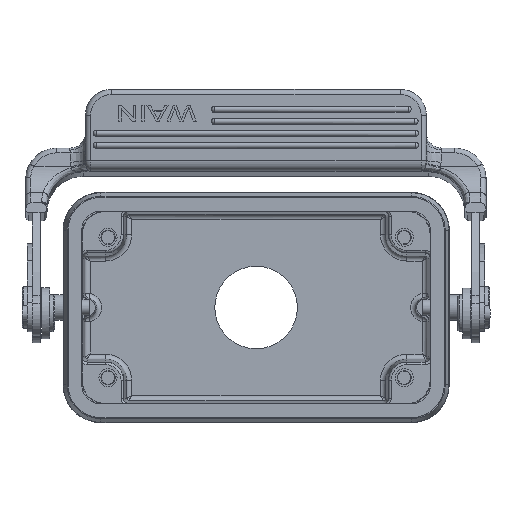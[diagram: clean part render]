
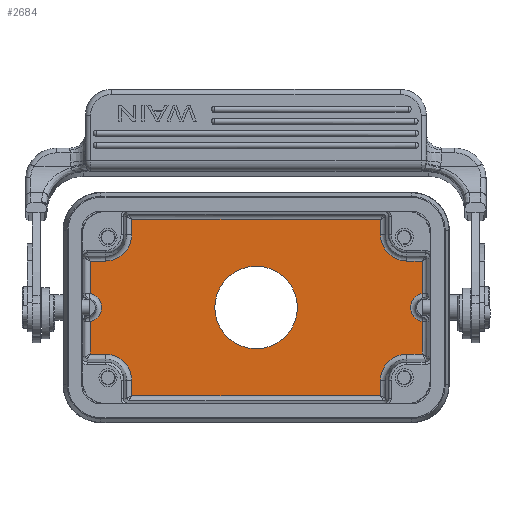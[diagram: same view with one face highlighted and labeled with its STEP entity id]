
A CAD part, front view. The second image highlights one B-rep face of the part: STEP entity #2684.
In plain terms, the highlighted planar face has unit normal (0, -1, 0).
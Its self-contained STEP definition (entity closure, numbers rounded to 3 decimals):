
#906=FACE_BOUND('',#5700,.T.);
#907=FACE_BOUND('',#5701,.T.);
#1813=PLANE('',#23995);
#2684=ADVANCED_FACE('',(#906,#907),#1813,.T.);
#5700=EDGE_LOOP('',(#10203));
#5701=EDGE_LOOP('',(#10204,#10205,#10206,#10207,#10208,#10209,#10210,#10211,
#10212,#10213,#10214,#10215,#10216,#10217,#10218,#10219,#10220,#10221,#10222,
#10223));
#6809=CIRCLE('',#23784,7.95);
#6829=CIRCLE('',#23824,5.053);
#6834=CIRCLE('',#23833,5.053);
#6873=CIRCLE('',#23918,2.772);
#6877=CIRCLE('',#23925,5.053);
#6885=CIRCLE('',#23942,5.053);
#6901=CIRCLE('',#23994,2.772);
#10203=ORIENTED_EDGE('',*,*,#17522,.F.);
#10204=ORIENTED_EDGE('',*,*,#17569,.T.);
#10205=ORIENTED_EDGE('',*,*,#17573,.F.);
#10206=ORIENTED_EDGE('',*,*,#17576,.T.);
#10207=ORIENTED_EDGE('',*,*,#17581,.T.);
#10208=ORIENTED_EDGE('',*,*,#17585,.T.);
#10209=ORIENTED_EDGE('',*,*,#17589,.F.);
#10210=ORIENTED_EDGE('',*,*,#17592,.T.);
#10211=ORIENTED_EDGE('',*,*,#17564,.T.);
#10212=ORIENTED_EDGE('',*,*,#17783,.F.);
#10213=ORIENTED_EDGE('',*,*,#17784,.T.);
#10214=ORIENTED_EDGE('',*,*,#17708,.T.);
#10215=ORIENTED_EDGE('',*,*,#17712,.F.);
#10216=ORIENTED_EDGE('',*,*,#17715,.T.);
#10217=ORIENTED_EDGE('',*,*,#17703,.T.);
#10218=ORIENTED_EDGE('',*,*,#17698,.T.);
#10219=ORIENTED_EDGE('',*,*,#17683,.F.);
#10220=ORIENTED_EDGE('',*,*,#17687,.T.);
#10221=ORIENTED_EDGE('',*,*,#17680,.T.);
#10222=ORIENTED_EDGE('',*,*,#17675,.F.);
#10223=ORIENTED_EDGE('',*,*,#17782,.T.);
#14968=VERTEX_POINT('',#35656);
#14999=VERTEX_POINT('',#35792);
#15002=VERTEX_POINT('',#35797);
#15005=VERTEX_POINT('',#35807);
#15007=VERTEX_POINT('',#35866);
#15009=VERTEX_POINT('',#35888);
#15011=VERTEX_POINT('',#35897);
#15014=VERTEX_POINT('',#35964);
#15017=VERTEX_POINT('',#36027);
#15019=VERTEX_POINT('',#36049);
#15075=VERTEX_POINT('',#36395);
#15076=VERTEX_POINT('',#36399);
#15077=VERTEX_POINT('',#36408);
#15081=VERTEX_POINT('',#36432);
#15082=VERTEX_POINT('',#36434);
#15088=VERTEX_POINT('',#36516);
#15089=VERTEX_POINT('',#36582);
#15093=VERTEX_POINT('',#36594);
#15095=VERTEX_POINT('',#36653);
#15097=VERTEX_POINT('',#36675);
#15140=VERTEX_POINT('',#36990);
#17522=EDGE_CURVE('',#14968,#14968,#6809,.T.);
#17564=EDGE_CURVE('',#14999,#15002,#20339,.T.);
#17569=EDGE_CURVE('',#15005,#15007,#20340,.T.);
#17573=EDGE_CURVE('',#15009,#15007,#6829,.T.);
#17576=EDGE_CURVE('',#15009,#15011,#20343,.T.);
#17581=EDGE_CURVE('',#15011,#15014,#20345,.T.);
#17585=EDGE_CURVE('',#15014,#15017,#20346,.T.);
#17589=EDGE_CURVE('',#15019,#15017,#6834,.T.);
#17592=EDGE_CURVE('',#15019,#14999,#20349,.T.);
#17675=EDGE_CURVE('',#15075,#15076,#6873,.T.);
#17680=EDGE_CURVE('',#15077,#15076,#20380,.T.);
#17683=EDGE_CURVE('',#15081,#15082,#6877,.T.);
#17687=EDGE_CURVE('',#15081,#15077,#20382,.T.);
#17698=EDGE_CURVE('',#15088,#15082,#20390,.T.);
#17703=EDGE_CURVE('',#15089,#15088,#20392,.T.);
#17708=EDGE_CURVE('',#15093,#15095,#20393,.T.);
#17712=EDGE_CURVE('',#15097,#15095,#6885,.T.);
#17715=EDGE_CURVE('',#15097,#15089,#20396,.T.);
#17782=EDGE_CURVE('',#15075,#15005,#20423,.T.);
#17783=EDGE_CURVE('',#15140,#15002,#6901,.T.);
#17784=EDGE_CURVE('',#15140,#15093,#20424,.T.);
#20339=LINE('',#35798,#22080);
#20340=LINE('',#35867,#22081);
#20343=LINE('',#35898,#22084);
#20345=LINE('',#35965,#22086);
#20346=LINE('',#36028,#22087);
#20349=LINE('',#36058,#22090);
#20380=LINE('',#36411,#22121);
#20382=LINE('',#36443,#22123);
#20390=LINE('',#36515,#22131);
#20392=LINE('',#36585,#22133);
#20393=LINE('',#36654,#22134);
#20396=LINE('',#36684,#22137);
#20423=LINE('',#36987,#22164);
#20424=LINE('',#36991,#22165);
#22080=VECTOR('',#27840,1.);
#22081=VECTOR('',#27847,1.);
#22084=VECTOR('',#27858,1.);
#22086=VECTOR('',#27864,1.);
#22087=VECTOR('',#27871,1.);
#22090=VECTOR('',#27882,1.);
#22121=VECTOR('',#28089,1.);
#22123=VECTOR('',#28101,1.);
#22131=VECTOR('',#28125,1.);
#22133=VECTOR('',#28129,1.);
#22134=VECTOR('',#28136,1.);
#22137=VECTOR('',#28147,1.);
#22164=VECTOR('',#28272,1.);
#22165=VECTOR('',#28277,1.);
#23784=AXIS2_PLACEMENT_3D('',#35655,#27757,#27758);
#23824=AXIS2_PLACEMENT_3D('',#35889,#27853,#27854);
#23833=AXIS2_PLACEMENT_3D('',#36050,#27877,#27878);
#23918=AXIS2_PLACEMENT_3D('',#36398,#28078,#28079);
#23925=AXIS2_PLACEMENT_3D('',#36433,#28094,#28095);
#23942=AXIS2_PLACEMENT_3D('',#36676,#28142,#28143);
#23994=AXIS2_PLACEMENT_3D('',#36989,#28275,#28276);
#23995=AXIS2_PLACEMENT_3D('',#36992,#28278,#28279);
#27757=DIRECTION('',(0.,-1.,0.));
#27758=DIRECTION('',(1.,0.,0.));
#27840=DIRECTION('',(0.,0.,-1.));
#27847=DIRECTION('',(-1.,0.,0.));
#27853=DIRECTION('',(0.,-1.,0.));
#27854=DIRECTION('',(0.,0.,-1.));
#27858=DIRECTION('',(0.,0.,1.));
#27864=DIRECTION('',(-1.,0.,0.));
#27871=DIRECTION('',(0.,0.,-1.));
#27877=DIRECTION('',(0.,-1.,0.));
#27878=DIRECTION('',(0.,0.,-1.));
#27882=DIRECTION('',(-1.,0.,0.));
#28078=DIRECTION('',(0.,-1.,0.));
#28079=DIRECTION('',(0.,0.,-1.));
#28089=DIRECTION('',(0.,0.,1.));
#28094=DIRECTION('',(0.,-1.,0.));
#28095=DIRECTION('',(0.,0.,-1.));
#28101=DIRECTION('',(1.,0.,0.));
#28125=DIRECTION('',(0.,0.,1.));
#28129=DIRECTION('',(1.,0.,0.));
#28136=DIRECTION('',(1.,0.,0.));
#28142=DIRECTION('',(0.,-1.,0.));
#28143=DIRECTION('',(0.,0.,-1.));
#28147=DIRECTION('',(0.,0.,-1.));
#28272=DIRECTION('',(0.,0.,1.));
#28275=DIRECTION('',(0.,-1.,0.));
#28276=DIRECTION('',(0.,0.,-1.));
#28277=DIRECTION('',(0.,0.,-1.));
#28278=DIRECTION('',(0.,-1.,0.));
#28279=DIRECTION('',(0.,0.,-1.));
#35655=CARTESIAN_POINT('',(0.,19.35,0.));
#35656=CARTESIAN_POINT('',(7.95,19.35,0.));
#35792=CARTESIAN_POINT('',(-31.946,19.35,8.946));
#35797=CARTESIAN_POINT('',(-31.947,19.35,2.717));
#35798=CARTESIAN_POINT('',(-31.947,19.35,-21.5));
#35807=CARTESIAN_POINT('',(31.946,19.35,8.946));
#35866=CARTESIAN_POINT('',(29.,19.35,8.947));
#35867=CARTESIAN_POINT('',(0.,19.35,8.947));
#35888=CARTESIAN_POINT('',(23.947,19.35,14.));
#35889=CARTESIAN_POINT('',(29.,19.35,14.));
#35897=CARTESIAN_POINT('',(23.946,19.35,16.946));
#35898=CARTESIAN_POINT('',(23.947,19.35,-21.5));
#35964=CARTESIAN_POINT('',(-23.946,19.35,16.946));
#35965=CARTESIAN_POINT('',(0.,19.35,16.947));
#36027=CARTESIAN_POINT('',(-23.947,19.35,14.));
#36028=CARTESIAN_POINT('',(-23.947,19.35,-21.5));
#36049=CARTESIAN_POINT('',(-29.,19.35,8.947));
#36050=CARTESIAN_POINT('',(-29.,19.35,14.));
#36058=CARTESIAN_POINT('',(0.,19.35,8.947));
#36395=CARTESIAN_POINT('',(31.947,19.35,2.717));
#36398=CARTESIAN_POINT('',(32.5,19.35,0.));
#36399=CARTESIAN_POINT('',(31.947,19.35,-2.717));
#36408=CARTESIAN_POINT('',(31.946,19.35,-8.946));
#36411=CARTESIAN_POINT('',(31.947,19.35,-21.5));
#36432=CARTESIAN_POINT('',(29.,19.35,-8.947));
#36433=CARTESIAN_POINT('',(29.,19.35,-14.));
#36434=CARTESIAN_POINT('',(23.947,19.35,-14.));
#36443=CARTESIAN_POINT('',(0.,19.35,-8.947));
#36515=CARTESIAN_POINT('',(23.947,19.35,-21.5));
#36516=CARTESIAN_POINT('',(23.946,19.35,-16.946));
#36582=CARTESIAN_POINT('',(-23.946,19.35,-16.946));
#36585=CARTESIAN_POINT('',(0.,19.35,-16.947));
#36594=CARTESIAN_POINT('',(-31.946,19.35,-8.946));
#36653=CARTESIAN_POINT('',(-29.,19.35,-8.947));
#36654=CARTESIAN_POINT('',(0.,19.35,-8.947));
#36675=CARTESIAN_POINT('',(-23.947,19.35,-14.));
#36676=CARTESIAN_POINT('',(-29.,19.35,-14.));
#36684=CARTESIAN_POINT('',(-23.947,19.35,-21.5));
#36987=CARTESIAN_POINT('',(31.947,19.35,-21.5));
#36989=CARTESIAN_POINT('',(-32.5,19.35,0.));
#36990=CARTESIAN_POINT('',(-31.947,19.35,-2.717));
#36991=CARTESIAN_POINT('',(-31.947,19.35,-21.5));
#36992=CARTESIAN_POINT('',(0.,19.35,-21.5));
